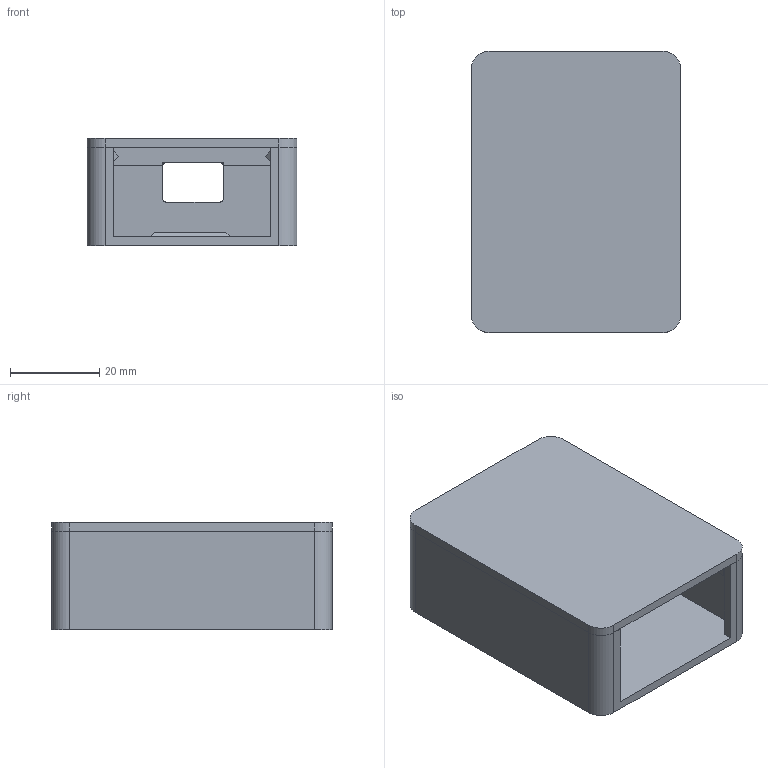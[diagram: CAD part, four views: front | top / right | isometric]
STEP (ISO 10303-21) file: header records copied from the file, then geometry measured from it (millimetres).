
FILE_DESCRIPTION(/* description */ (''),/* implementation_level */ '2;1');
FILE_NAME(/* name */ 'enclosure.step',/* time_stamp */ '2022-05-22T16:51:15-04:00',/* author */ (''),/* organization */ (''),/* preprocessor_version */ 'ST-DEVELOPER v18.1',/* originating_system */ 'Autodesk Translation Framework v10.14.0.1471',/* authorisation */ '');
FILE_SCHEMA (('AUTOMOTIVE_DESIGN { 1 0 10303 214 3 1 1 }'));
Length unit declared in the file: millimetre
Products named in the file (4): standing desk controller case; Enclosure; Case; Top Cover
Assembly tree (3 placements, depth 3):
  standing desk controller case
    Enclosure
      Case
      Top Cover
Bounding box: 47 x 63 x 24 mm (x, y, z)
Volume: 20543.5 mm3; surface area: 21524.2 mm2
Topology: 4 solids, 4 shells, 98 faces, 260 edges, 172 vertices
Faces by surface type: plane 78, cylinder 20
Entity records: 3147 total; most frequent: CARTESIAN_POINT 537, ORIENTED_EDGE 520, DIRECTION 510, EDGE_CURVE 260, LINE 220, VECTOR 220, VERTEX_POINT 172, AXIS2_PLACEMENT_3D 145
